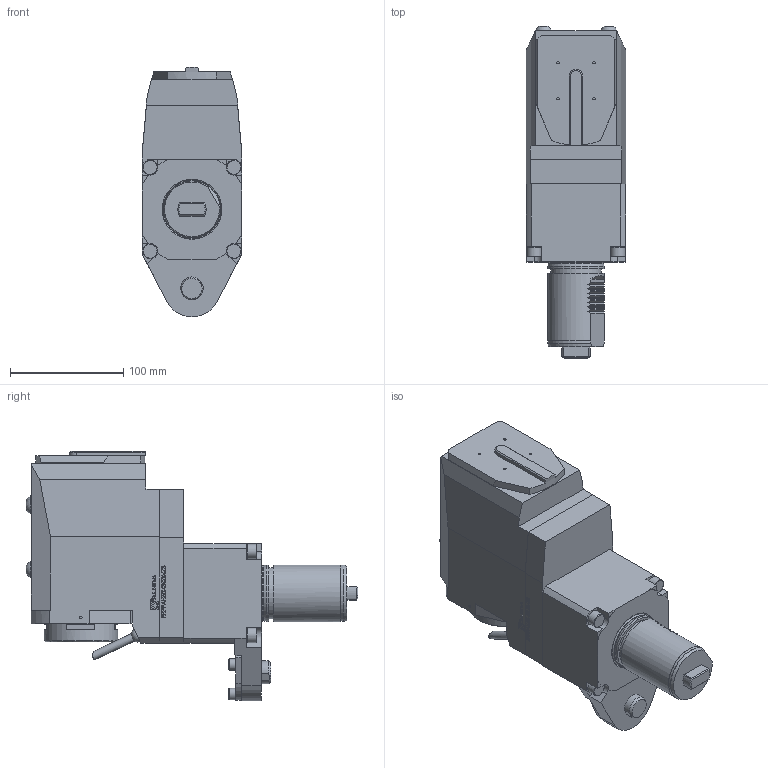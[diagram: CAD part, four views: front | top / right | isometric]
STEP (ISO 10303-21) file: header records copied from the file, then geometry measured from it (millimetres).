
FILE_DESCRIPTION (( 'STEP AP214' ), '1' );
FILE_NAME ('RRPPAH50I431DMZ3.STEP', '2025-11-18T07:03:33', ( '' ), ( '' ), 'SwSTEP 2.0', 'SolidWorks 2023', '' );
FILE_SCHEMA (( 'AUTOMOTIVE_DESIGN' ));
Length unit declared in the file: millimetre
Products named in the file (1): RRPPAH50I431DMZ3
Bounding box: 88 x 293.15 x 220.41 mm (x, y, z)
Volume: 2448332.8 mm3; surface area: 144089.4 mm2
Topology: 1 solids, 1 shells, 601 faces, 1546 edges, 1025 vertices
Faces by surface type: plane 405, cylinder 90, bspline 79, torus 14, cone 8, sphere 5
Full cylindrical faces by diameter (mm): 1.7 x1, 2.1 x1, 6 x3, 6.366 x1, 7 x1, 8 x4, 10 x3, 13 x4, 14 x4, 45 x1, 48.7 x1, 50 x2, 65 x1
Entity records: 25951 total; most frequent: CARTESIAN_POINT 8452, ORIENTED_EDGE 2966, DIRECTION 2526, EDGE_CURVE 1483, VECTOR 1050, LINE 1050, VERTEX_POINT 1008, AXIS2_PLACEMENT_3D 738
